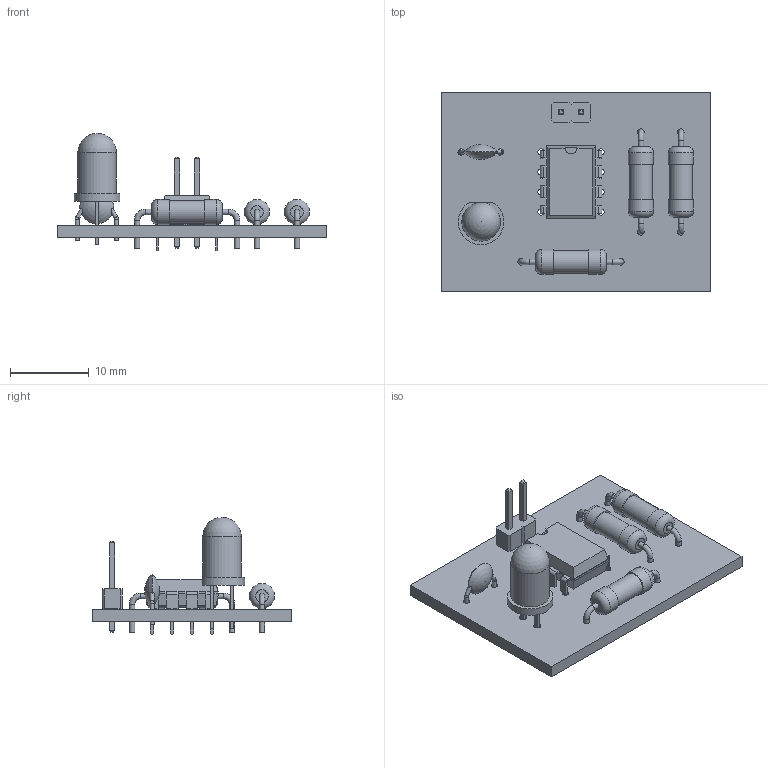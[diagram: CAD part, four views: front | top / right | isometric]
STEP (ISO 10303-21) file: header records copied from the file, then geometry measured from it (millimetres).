
FILE_DESCRIPTION(('KiCad electronic assembly'),'2;1');
FILE_NAME('practica1.step','2019-04-27T10:53:40',('An Author'),( 'A Company'),'Open CASCADE STEP processor 6.9', 'KiCad to STEP converter','Unknown');
FILE_SCHEMA(('AUTOMOTIVE_DESIGN { 1 0 10303 214 1 1 1 1 }'));
Length unit declared in the file: millimetre
Products named in the file (12): Open CASCADE STEP translator 6.9 1; DIP-8_W7.62mm; SOLID; R_Axial_DIN0309_L9.0mm_D3.2mm_P12.70mm_Horizontal; PinHeader_1x02_P2.54mm_Vertical; LED_D5.0mm; C_Disc_D4.3mm_W1.9mm_P5.00mm; COMPOUND
Assembly tree (13 placements, depth 3):
  Open CASCADE STEP translator 6.9 1
    DIP-8_W7.62mm
      SOLID
    R_Axial_DIN0309_L9.0mm_D3.2mm_P12.70mm_Horizontal  x3
      SOLID
    PinHeader_1x02_P2.54mm_Vertical
      SOLID
    LED_D5.0mm
      SOLID
    C_Disc_D4.3mm_W1.9mm_P5.00mm
      SOLID
    COMPOUND
Bounding box: 34.29 x 25.4 x 14.9 mm (x, y, z)
Volume: 1975 mm3; surface area: 3004.4 mm2
Topology: 8 solids, 8 shells, 303 faces, 731 edges, 460 vertices
Faces by surface type: plane 202, cylinder 64, bspline 20, torus 12, sphere 3, revolution 2
Full cylindrical faces by diameter (mm): 0.5 x4, 0.7 x12, 0.8 x16, 0.9 x2, 1 x2, 2.88 x3, 3.2 x6, 4.9 x1
Entity records: 20847 total; most frequent: CARTESIAN_POINT 5347, DIRECTION 2502, LINE 1721, VECTOR 1721, ORIENTED_EDGE 1348, PCURVE 1348, DEFINITIONAL_REPRESENTATION 1348, EDGE_CURVE 674
